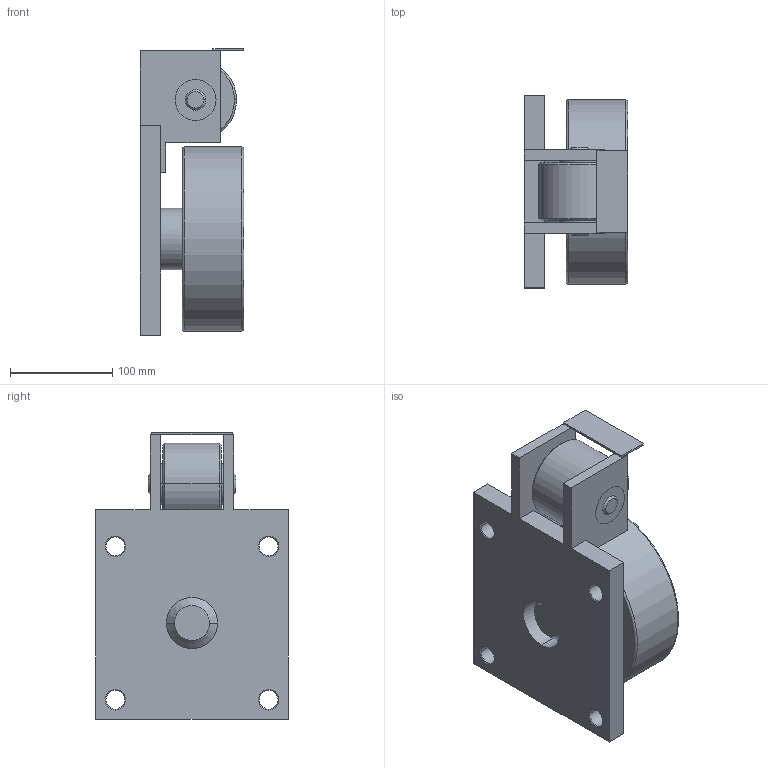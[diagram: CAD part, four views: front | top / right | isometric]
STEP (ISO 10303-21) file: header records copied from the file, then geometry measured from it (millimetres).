
FILE_DESCRIPTION(('STEP AP214'),'1');
FILE_NAME('pa_1800_ap.stp','2021-05-27T05:09:49',('TraceParts'),('TraceParts S.A.'),'Spatial InterOp 3D',' ',' ');
FILE_SCHEMA(('AUTOMOTIVE_DESIGN { 1 0 10303 214 1 1 1 1 }'));
Length unit declared in the file: millimetre
Products named in the file (1): pa_1800_ap_1
Bounding box: 101 x 188 x 280 mm (x, y, z)
Volume: 2780618.2 mm3; surface area: 248068.2 mm2
Topology: 3 solids, 3 shells, 82 faces, 200 edges, 128 vertices
Faces by surface type: plane 38, cylinder 22, cone 18, torus 4
Entity records: 2463 total; most frequent: DIRECTION 450, CARTESIAN_POINT 413, ORIENTED_EDGE 400, EDGE_CURVE 200, AXIS2_PLACEMENT_3D 165, VERTEX_POINT 128, LINE 120, VECTOR 120
